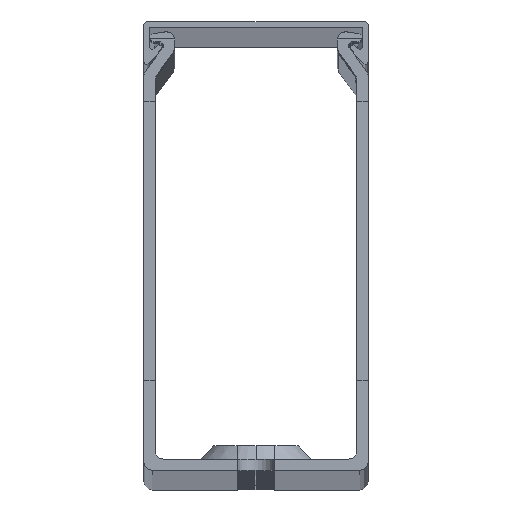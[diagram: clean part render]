
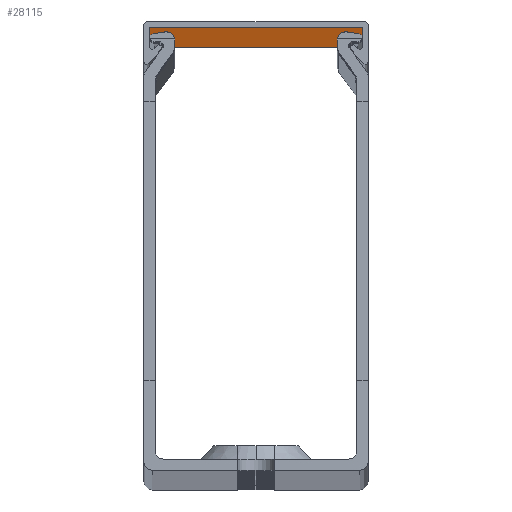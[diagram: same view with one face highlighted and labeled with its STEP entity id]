
A CAD part, top view. The second image highlights one B-rep face of the part: STEP entity #28115.
In plain terms, the highlighted planar face has unit normal (0, -1, 0).
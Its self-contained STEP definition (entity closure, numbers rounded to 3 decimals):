
#1293 = EDGE_CURVE ( 'NONE', #7749, #8736, #19267, .T. ) ;
#1625 = ORIENTED_EDGE ( 'NONE', *, *, #20207, .T. ) ;
#3390 = CARTESIAN_POINT ( 'NONE',  ( -19., 79., 1000. ) ) ;
#3672 = VECTOR ( 'NONE', #25262, 1000. ) ;
#4105 = CARTESIAN_POINT ( 'NONE',  ( -19., 79., -1000. ) ) ;
#4649 = CARTESIAN_POINT ( 'NONE',  ( 19., 79., 1000. ) ) ;
#5299 = LINE ( 'NONE', #13215, #29110 ) ;
#6694 = LINE ( 'NONE', #4105, #3672 ) ;
#7498 = CARTESIAN_POINT ( 'NONE',  ( -19., 79., 1040.872 ) ) ;
#7749 = VERTEX_POINT ( 'NONE', #4649 ) ;
#8181 = EDGE_CURVE ( 'NONE', #22130, #8736, #6694, .T. ) ;
#8736 = VERTEX_POINT ( 'NONE', #30146 ) ;
#8823 = CARTESIAN_POINT ( 'NONE',  ( -19., 79., -1000. ) ) ;
#9565 = LINE ( 'NONE', #7498, #19881 ) ;
#13215 = CARTESIAN_POINT ( 'NONE',  ( -19., 79., 1000. ) ) ;
#13319 = CARTESIAN_POINT ( 'NONE',  ( -19., 79., 1040.872 ) ) ;
#15949 = DIRECTION ( 'NONE',  ( -1., 0., 0. ) ) ;
#16821 = AXIS2_PLACEMENT_3D ( 'NONE', #13319, #23791, #28451 ) ;
#16855 = DIRECTION ( 'NONE',  ( 0., 0., -1. ) ) ;
#17960 = PLANE ( 'NONE',  #16821 ) ;
#19267 = LINE ( 'NONE', #21664, #24701 ) ;
#19881 = VECTOR ( 'NONE', #27960, 1000. ) ;
#20207 = EDGE_CURVE ( 'NONE', #7749, #26263, #5299, .T. ) ;
#20520 = FACE_OUTER_BOUND ( 'NONE', #27854, .T. ) ;
#21664 = CARTESIAN_POINT ( 'NONE',  ( 19., 79., 1040.872 ) ) ;
#22130 = VERTEX_POINT ( 'NONE', #8823 ) ;
#23791 = DIRECTION ( 'NONE',  ( 0., 1., 0. ) ) ;
#24701 = VECTOR ( 'NONE', #16855, 1000. ) ;
#25262 = DIRECTION ( 'NONE',  ( 1., 0., 0. ) ) ;
#26263 = VERTEX_POINT ( 'NONE', #3390 ) ;
#27766 = ORIENTED_EDGE ( 'NONE', *, *, #8181, .T. ) ;
#27854 = EDGE_LOOP ( 'NONE', ( #32344, #1625, #31645, #27766 ) ) ;
#27960 = DIRECTION ( 'NONE',  ( 0., 0., -1. ) ) ;
#28115 = ADVANCED_FACE ( 'NONE', ( #20520 ), #17960, .F. ) ;
#28451 = DIRECTION ( 'NONE',  ( 0., 0., 1. ) ) ;
#29110 = VECTOR ( 'NONE', #15949, 1000. ) ;
#30146 = CARTESIAN_POINT ( 'NONE',  ( 19., 79., -1000. ) ) ;
#30698 = EDGE_CURVE ( 'NONE', #26263, #22130, #9565, .T. ) ;
#31645 = ORIENTED_EDGE ( 'NONE', *, *, #30698, .T. ) ;
#32344 = ORIENTED_EDGE ( 'NONE', *, *, #1293, .F. ) ;
